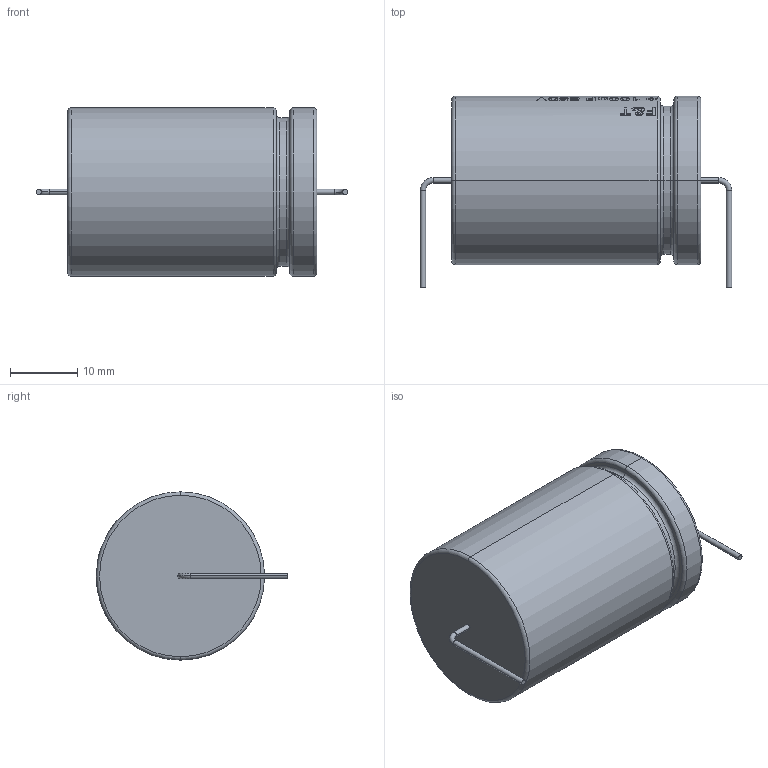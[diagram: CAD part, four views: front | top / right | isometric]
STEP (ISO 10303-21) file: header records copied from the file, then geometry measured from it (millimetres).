
FILE_DESCRIPTION (( 'STEP AP214' ), '1' );
FILE_NAME ('capatior-FT-eletrolitico-25x37-100uF.STEP', '2014-03-23T11:21:47', ( 'Edu' ), ( '' ), 'SwSTEP 2.0', 'SolidWorks 2013', '' );
FILE_SCHEMA (( 'AUTOMOTIVE_DESIGN' ));
Length unit declared in the file: millimetre
Products named in the file (2): capatior-FT-eletrolitico-25x37_Valor predeterminado; capatior-FT-eletrolitico-25x37-100uF
Assembly tree (1 placements, depth 2):
  capatior-FT-eletrolitico-25x37-100uF
    capatior-FT-eletrolitico-25x37_Valor predeterminado
Bounding box: 46.28 x 28.44 x 25 mm (x, y, z)
Volume: 17948.2 mm3; surface area: 4109.1 mm2
Topology: 1 solids, 1 shells, 323 faces, 846 edges, 558 vertices
Faces by surface type: bspline 139, plane 125, cylinder 43, torus 16
Entity records: 25779 total; most frequent: CARTESIAN_POINT 15308, ORIENTED_EDGE 1692, DIRECTION 959, EDGE_CURVE 846, VERTEX_POINT 558, B_SPLINE_CURVE_WITH_KNOTS 433, AXIS2_PLACEMENT_3D 358, EDGE_LOOP 356
